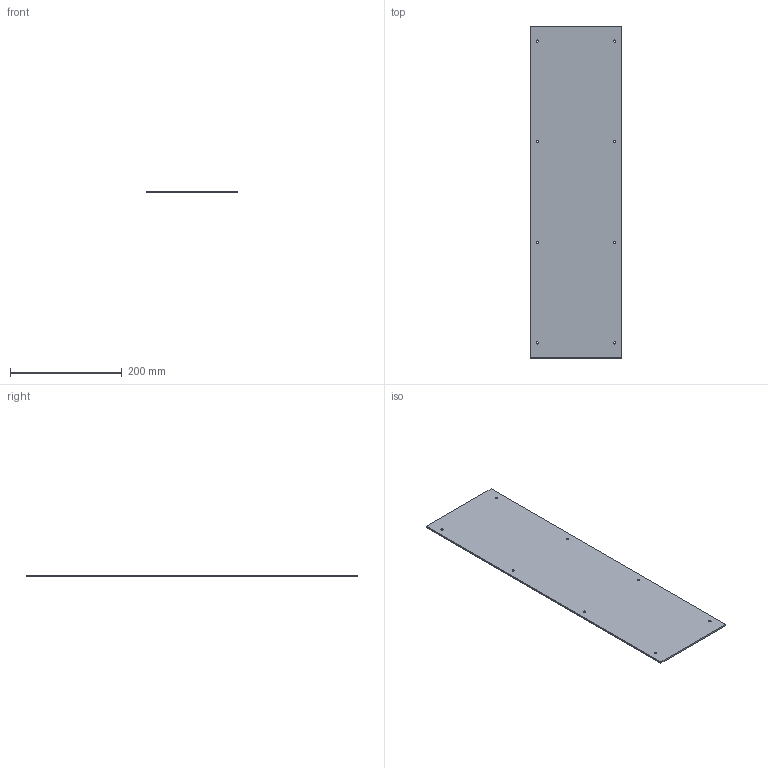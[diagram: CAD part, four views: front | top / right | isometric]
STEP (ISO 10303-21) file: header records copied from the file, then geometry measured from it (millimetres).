
FILE_DESCRIPTION (( 'STEP AP203' ), '1' );
FILE_NAME ('Electronics Acrylic Top Middle.STEP', '2021-02-24T23:38:01', ( '' ), ( '' ), 'SwSTEP 2.0', 'SolidWorks 2018', '' );
FILE_SCHEMA (( 'CONFIG_CONTROL_DESIGN' ));
Length unit declared in the file: millimetre
Products named in the file (1): Electronics Acrylic Top Middle
Bounding box: 164 x 594 x 3 mm (x, y, z)
Volume: 291946.4 mm3; surface area: 199480.5 mm2
Topology: 1 solids, 1 shells, 22 faces, 60 edges, 40 vertices
Faces by surface type: cylinder 16, plane 6
Entity records: 825 total; most frequent: DIRECTION 138, CARTESIAN_POINT 123, ORIENTED_EDGE 120, EDGE_CURVE 60, AXIS2_PLACEMENT_3D 55, VERTEX_POINT 40, EDGE_LOOP 38, CIRCLE 32
